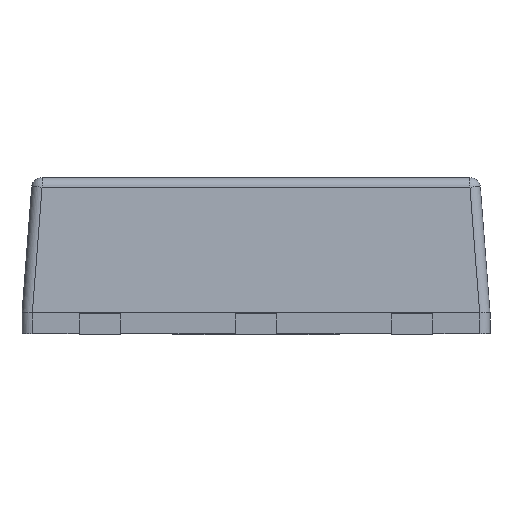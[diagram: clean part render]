
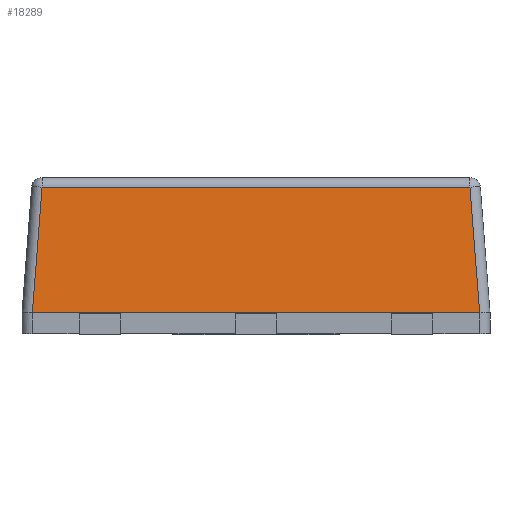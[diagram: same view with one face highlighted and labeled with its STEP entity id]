
A CAD part, left-side view. The second image highlights one B-rep face of the part: STEP entity #18289.
In plain terms, the highlighted planar face has unit normal (-0.997, 0, 0.077).
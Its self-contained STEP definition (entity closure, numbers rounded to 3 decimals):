
#161 = CARTESIAN_POINT ( 'NONE',  ( -1.157, -2.057, 1.418 ) ) ;
#800 = EDGE_CURVE ( 'NONE', #2432, #1602, #3743, .T. ) ;
#1160 = CARTESIAN_POINT ( 'NONE',  ( -1.157, 0., 1.418 ) ) ;
#1512 = VECTOR ( 'NONE', #5926, 1000. ) ;
#1602 = VERTEX_POINT ( 'NONE', #19754 ) ;
#1750 = CARTESIAN_POINT ( 'NONE',  ( -1.25, -2.15, 0.21 ) ) ;
#2120 = CARTESIAN_POINT ( 'NONE',  ( -1.25, 2.25, 0.21 ) ) ;
#2432 = VERTEX_POINT ( 'NONE', #1750 ) ;
#2597 = LINE ( 'NONE', #17205, #1512 ) ;
#2943 = LINE ( 'NONE', #7427, #3675 ) ;
#3396 = CARTESIAN_POINT ( 'NONE',  ( -1.157, 2.057, 1.418 ) ) ;
#3675 = VECTOR ( 'NONE', #12795, 1000. ) ;
#3743 = LINE ( 'NONE', #2120, #20377 ) ;
#3784 = LINE ( 'NONE', #5809, #10187 ) ;
#4172 = FACE_OUTER_BOUND ( 'NONE', #17715, .T. ) ;
#4275 = EDGE_CURVE ( 'NONE', #2432, #7387, #2943, .T. ) ;
#4318 = ORIENTED_EDGE ( 'NONE', *, *, #5242, .F. ) ;
#4411 = VECTOR ( 'NONE', #6686, 1000. ) ;
#4661 = VECTOR ( 'NONE', #15985, 1000. ) ;
#4944 = EDGE_CURVE ( 'NONE', #1602, #20090, #14861, .T. ) ;
#5242 = EDGE_CURVE ( 'NONE', #20090, #12568, #3784, .T. ) ;
#5809 = CARTESIAN_POINT ( 'NONE',  ( -1.25, 2.25, 0.21 ) ) ;
#5908 = ORIENTED_EDGE ( 'NONE', *, *, #800, .F. ) ;
#5926 = DIRECTION ( 'NONE',  ( -0.076, 0.076, -0.994 ) ) ;
#6686 = DIRECTION ( 'NONE',  ( 0., 1., 0. ) ) ;
#7021 = CARTESIAN_POINT ( 'NONE',  ( -1.25, 2.15, 0.21 ) ) ;
#7193 = DIRECTION ( 'NONE',  ( 0., 1., 0. ) ) ;
#7387 = VERTEX_POINT ( 'NONE', #161 ) ;
#7427 = CARTESIAN_POINT ( 'NONE',  ( -1.138, -2.038, 1.666 ) ) ;
#7820 = ORIENTED_EDGE ( 'NONE', *, *, #11151, .T. ) ;
#9700 = CARTESIAN_POINT ( 'NONE',  ( -1.15, 0., 1.51 ) ) ;
#10187 = VECTOR ( 'NONE', #7193, 1000. ) ;
#10501 = ORIENTED_EDGE ( 'NONE', *, *, #17046, .T. ) ;
#11151 = EDGE_CURVE ( 'NONE', #20564, #12568, #2597, .T. ) ;
#12522 = CARTESIAN_POINT ( 'NONE',  ( -1.25, 2.15, 0.21 ) ) ;
#12568 = VERTEX_POINT ( 'NONE', #7021 ) ;
#12795 = DIRECTION ( 'NONE',  ( 0.076, 0.076, 0.994 ) ) ;
#13568 = CARTESIAN_POINT ( 'NONE',  ( -1.25, 2.25, 0.21 ) ) ;
#13653 = ORIENTED_EDGE ( 'NONE', *, *, #4944, .F. ) ;
#14861 = LINE ( 'NONE', #13568, #4411 ) ;
#14995 = DIRECTION ( 'NONE',  ( 0., 1., 0. ) ) ;
#15744 = PLANE ( 'NONE',  #20627 ) ;
#15794 = ORIENTED_EDGE ( 'NONE', *, *, #4275, .T. ) ;
#15985 = DIRECTION ( 'NONE',  ( 0., 1., 0. ) ) ;
#16476 = DIRECTION ( 'NONE',  ( 0., 1., 0. ) ) ;
#17046 = EDGE_CURVE ( 'NONE', #7387, #20564, #20886, .T. ) ;
#17205 = CARTESIAN_POINT ( 'NONE',  ( -1.138, 2.038, 1.666 ) ) ;
#17715 = EDGE_LOOP ( 'NONE', ( #5908, #15794, #10501, #7820, #4318, #13653 ) ) ;
#18289 = ADVANCED_FACE ( 'NONE', ( #4172 ), #15744, .T. ) ;
#19754 = CARTESIAN_POINT ( 'NONE',  ( -1.25, -2.15, 0.21 ) ) ;
#20090 = VERTEX_POINT ( 'NONE', #12522 ) ;
#20377 = VECTOR ( 'NONE', #14995, 1000. ) ;
#20564 = VERTEX_POINT ( 'NONE', #3396 ) ;
#20627 = AXIS2_PLACEMENT_3D ( 'NONE', #9700, #21067, #16476 ) ;
#20886 = LINE ( 'NONE', #1160, #4661 ) ;
#21067 = DIRECTION ( 'NONE',  ( -0.997, 0., 0.077 ) ) ;
